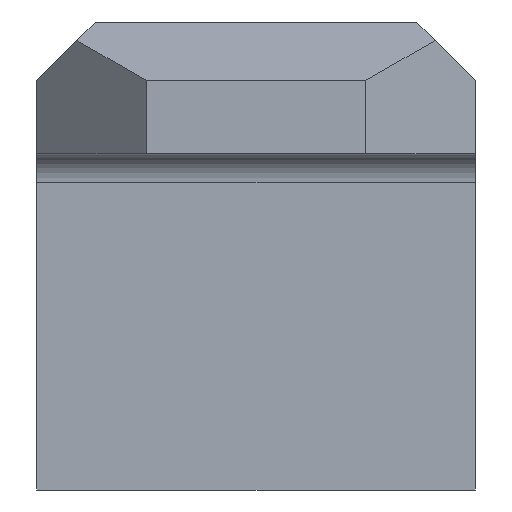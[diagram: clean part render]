
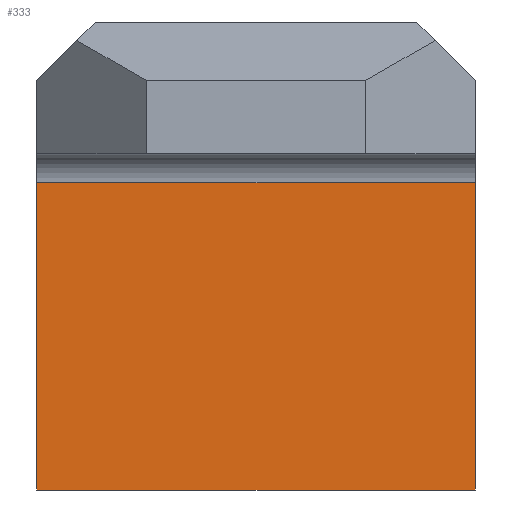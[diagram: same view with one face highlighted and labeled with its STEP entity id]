
A CAD part, left-side view. The second image highlights one B-rep face of the part: STEP entity #333.
In plain terms, the highlighted planar face has unit normal (-1, 0, 0).
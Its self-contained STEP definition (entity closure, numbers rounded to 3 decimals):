
#165=EDGE_CURVE('',#277,#313,#403,.T.);
#199=EDGE_CURVE('',#315,#287,#443,.T.);
#277=VERTEX_POINT('',#527);
#287=VERTEX_POINT('',#538);
#313=VERTEX_POINT('',#569);
#315=VERTEX_POINT('',#571);
#317=EDGE_CURVE('',#287,#277,#573,.T.);
#333=ADVANCED_FACE('',(#589),#590,.T.);
#337=EDGE_CURVE('',#315,#313,#594,.T.);
#403=LINE('',#673,#674);
#443=LINE('',#725,#726);
#527=CARTESIAN_POINT('',(12.0,15.0,-23.0));
#538=CARTESIAN_POINT('',(12.0,-15.0,-23.0));
#569=CARTESIAN_POINT('',(12.0,15.0,-2.));
#571=CARTESIAN_POINT('',(12.0,-15.0,-2.));
#573=LINE('',#909,#910);
#589=FACE_OUTER_BOUND('',#929,.T.);
#590=PLANE('',#930);
#594=LINE('',#935,#936);
#673=CARTESIAN_POINT('',(12.0,15.0,-12.5));
#674=VECTOR('',#979,1.0);
#725=CARTESIAN_POINT('',(12.0,-15.0,-12.5));
#726=VECTOR('',#1037,1.0);
#909=CARTESIAN_POINT('',(12.0,-7.5,-23.0));
#910=VECTOR('',#1182,1.0);
#929=EDGE_LOOP('',(#1188,#1189,#1190,#1191));
#930=AXIS2_PLACEMENT_3D('',#1192,#1193,#1194);
#935=CARTESIAN_POINT('',(12.0,-15.0,-2.));
#936=VECTOR('',#1195,1.0);
#979=DIRECTION('',(0.0,0.0,1.0));
#1037=DIRECTION('',(0.0,0.0,-1.0));
#1182=DIRECTION('',(0.0,1.0,0.0));
#1188=ORIENTED_EDGE('',*,*,#165,.F.);
#1189=ORIENTED_EDGE('',*,*,#317,.F.);
#1190=ORIENTED_EDGE('',*,*,#199,.F.);
#1191=ORIENTED_EDGE('',*,*,#337,.T.);
#1192=CARTESIAN_POINT('',(12.0,-15.0,-2.));
#1193=DIRECTION('',(-1.0,0.0,0.0));
#1194=DIRECTION('',(0.0,1.0,0.0));
#1195=DIRECTION('',(0.0,1.0,0.0));
